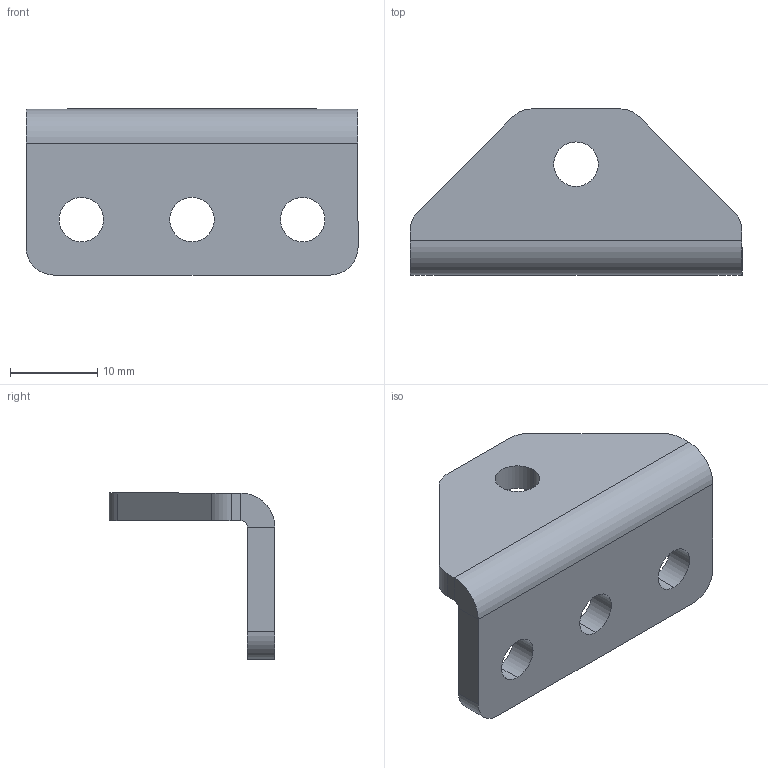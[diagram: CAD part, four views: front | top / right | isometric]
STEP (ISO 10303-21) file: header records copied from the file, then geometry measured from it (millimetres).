
FILE_DESCRIPTION (( 'STEP AP203' ), '1' );
FILE_NAME ('am-0572a 3 Hole x 1 Hole Bracket.STEP', '2024-12-12T13:26:55', ( '' ), ( '' ), 'SwSTEP 2.0', 'SolidWorks 2024', '' );
FILE_SCHEMA (( 'CONFIG_CONTROL_DESIGN' ));
Length unit declared in the file: inch
Products named in the file (1): am-0572a 3 Hole x 1 Hole Bracket
Bounding box: 38.1 x 19.05 x 19.05 mm (x, y, z)
Volume: 3315.5 mm3; surface area: 2692 mm2
Topology: 1 solids, 1 shells, 30 faces, 76 edges, 48 vertices
Faces by surface type: cylinder 16, plane 14
Entity records: 1003 total; most frequent: DIRECTION 170, CARTESIAN_POINT 155, ORIENTED_EDGE 152, EDGE_CURVE 76, AXIS2_PLACEMENT_3D 63, VERTEX_POINT 48, LINE 44, VECTOR 44
